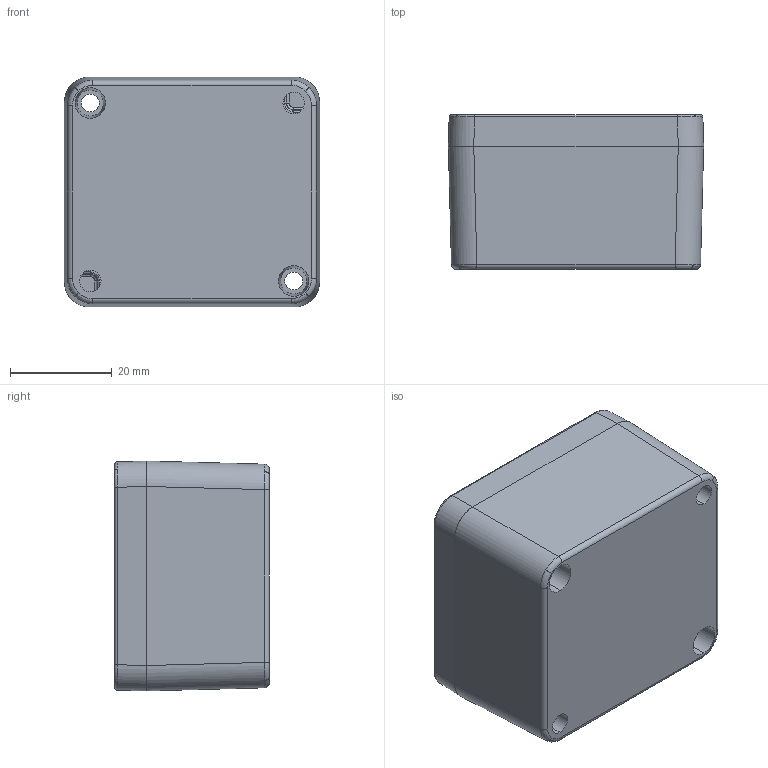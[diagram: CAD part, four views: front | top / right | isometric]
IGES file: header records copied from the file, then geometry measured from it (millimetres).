
Global section: file name: No Iges File Name specified; native system: Autodesk Inventor 2010; preprocessor: AutoDesk Inventor Iges Exporter R2010; author: tcook; date: 20091117.103305; units: millimetre
Bounding box: 50.2 x 30.4 x 45.2 mm (x, y, z)
Volume: 23571.7 mm3; surface area: 21125.7 mm2
Topology: 2 solids, 2 shells, 492 faces, 1144 edges, 658 vertices
Faces by surface type: revolution 170, plane 93, cylinder 82, torus 71, bspline 47, cone 29
